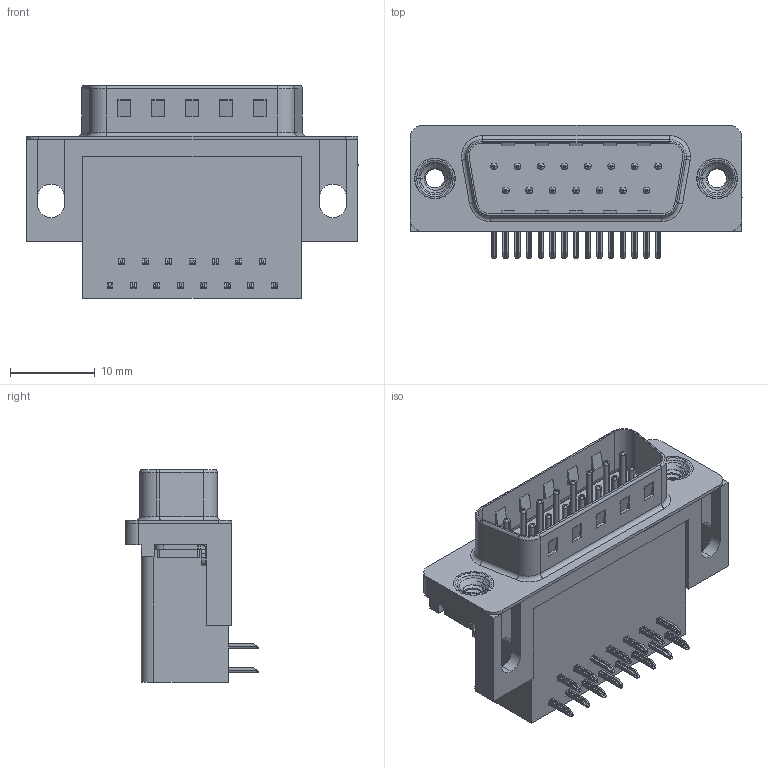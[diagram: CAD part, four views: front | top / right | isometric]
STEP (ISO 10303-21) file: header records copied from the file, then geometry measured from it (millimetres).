
FILE_DESCRIPTION (( 'STEP AP203' ), '1' );
FILE_NAME ('625-015-362-002.STEP', '2018-11-05T23:12:10', ( '' ), ( '' ), 'SwSTEP 2.0', 'SolidWorks 2016', '' );
FILE_SCHEMA (( 'CONFIG_CONTROL_DESIGN' ));
Length unit declared in the file: millimetre
Products named in the file (7): 625 Non Board Mount; 625 4-40 Threaded Rivet; 625-015-362-002; 625 Housing_15 Socket; 625 Shell_15 Socket; 625 Contact Bottom; 625 Contact Top
Assembly tree (21 placements, depth 2):
  625-015-362-002
    625 Housing_15 Socket
    625 Shell_15 Socket
    625 Contact Bottom  x7
    625 Contact Top  x8
    625 Non Board Mount  x2
    625 4-40 Threaded Rivet  x2
Bounding box: 39.22 x 15.73 x 25.16 mm (x, y, z)
Volume: 6216.4 mm3; surface area: 6290.6 mm2
Topology: 21 solids, 21 shells, 1477 faces, 3677 edges, 2279 vertices
Faces by surface type: plane 895, cylinder 443, torus 121, cone 12, bspline 6
Entity records: 18998 total; most frequent: CARTESIAN_POINT 4590, DIRECTION 2820, ORIENTED_EDGE 2712, EDGE_CURVE 1356, AXIS2_PLACEMENT_3D 949, VECTOR 922, LINE 922, VERTEX_POINT 865
